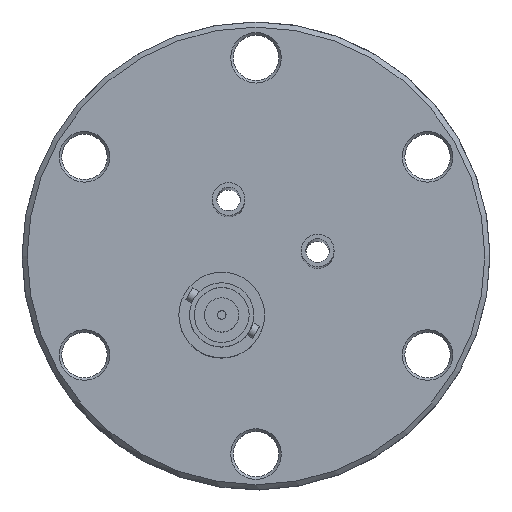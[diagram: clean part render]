
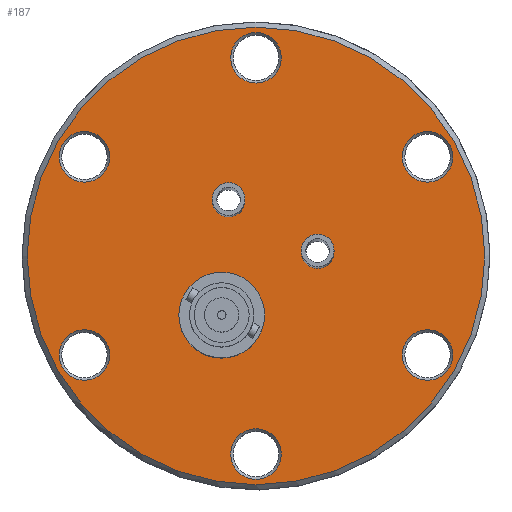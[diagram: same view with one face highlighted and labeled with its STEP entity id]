
A CAD part, top view. The second image highlights one B-rep face of the part: STEP entity #187.
In plain terms, the highlighted face is planar.
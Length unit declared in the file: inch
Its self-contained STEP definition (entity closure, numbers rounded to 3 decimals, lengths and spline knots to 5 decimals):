
#145=PLANE('',#1408);
#187=ADVANCED_FACE('',(#349,#350,#351,#352,#353,#354,#355,#356,#357,#358),
#145,.T.);
#349=FACE_BOUND('',#528,.T.);
#350=FACE_BOUND('',#529,.T.);
#351=FACE_BOUND('',#530,.T.);
#352=FACE_BOUND('',#531,.T.);
#353=FACE_BOUND('',#532,.T.);
#354=FACE_BOUND('',#533,.T.);
#355=FACE_BOUND('',#534,.T.);
#356=FACE_BOUND('',#535,.T.);
#357=FACE_BOUND('',#536,.T.);
#358=FACE_BOUND('',#537,.T.);
#528=EDGE_LOOP('',(#732));
#529=EDGE_LOOP('',(#733));
#530=EDGE_LOOP('',(#734));
#531=EDGE_LOOP('',(#735));
#532=EDGE_LOOP('',(#736));
#533=EDGE_LOOP('',(#737));
#534=EDGE_LOOP('',(#738));
#535=EDGE_LOOP('',(#739));
#536=EDGE_LOOP('',(#740));
#537=EDGE_LOOP('',(#741));
#732=ORIENTED_EDGE('',*,*,#1138,.T.);
#733=ORIENTED_EDGE('',*,*,#1139,.F.);
#734=ORIENTED_EDGE('',*,*,#1140,.F.);
#735=ORIENTED_EDGE('',*,*,#1141,.T.);
#736=ORIENTED_EDGE('',*,*,#1137,.F.);
#737=ORIENTED_EDGE('',*,*,#1142,.F.);
#738=ORIENTED_EDGE('',*,*,#1143,.F.);
#739=ORIENTED_EDGE('',*,*,#1144,.F.);
#740=ORIENTED_EDGE('',*,*,#1145,.F.);
#741=ORIENTED_EDGE('',*,*,#1146,.F.);
#1012=VERTEX_POINT('',#2181);
#1013=VERTEX_POINT('',#2184);
#1014=VERTEX_POINT('',#2186);
#1015=VERTEX_POINT('',#2188);
#1016=VERTEX_POINT('',#2190);
#1017=VERTEX_POINT('',#2192);
#1018=VERTEX_POINT('',#2194);
#1019=VERTEX_POINT('',#2196);
#1020=VERTEX_POINT('',#2198);
#1021=VERTEX_POINT('',#2200);
#1137=EDGE_CURVE('',#1012,#1012,#1273,.T.);
#1138=EDGE_CURVE('',#1013,#1013,#1274,.T.);
#1139=EDGE_CURVE('',#1014,#1014,#1275,.T.);
#1140=EDGE_CURVE('',#1015,#1015,#1276,.T.);
#1141=EDGE_CURVE('',#1016,#1016,#1277,.T.);
#1142=EDGE_CURVE('',#1017,#1017,#1278,.T.);
#1143=EDGE_CURVE('',#1018,#1018,#1279,.T.);
#1144=EDGE_CURVE('',#1019,#1019,#1280,.T.);
#1145=EDGE_CURVE('',#1020,#1020,#1281,.T.);
#1146=EDGE_CURVE('',#1021,#1021,#1282,.T.);
#1273=CIRCLE('',#1397,0.1475);
#1274=CIRCLE('',#1399,0.25);
#1275=CIRCLE('',#1400,0.0955);
#1276=CIRCLE('',#1401,0.0955);
#1277=CIRCLE('',#1402,1.335);
#1278=CIRCLE('',#1403,0.1475);
#1279=CIRCLE('',#1404,0.1475);
#1280=CIRCLE('',#1405,0.1475);
#1281=CIRCLE('',#1406,0.1475);
#1282=CIRCLE('',#1407,0.1475);
#1397=AXIS2_PLACEMENT_3D('',#2180,#1630,#1631);
#1399=AXIS2_PLACEMENT_3D('',#2183,#1634,#1635);
#1400=AXIS2_PLACEMENT_3D('',#2185,#1636,#1637);
#1401=AXIS2_PLACEMENT_3D('',#2187,#1638,#1639);
#1402=AXIS2_PLACEMENT_3D('',#2189,#1640,#1641);
#1403=AXIS2_PLACEMENT_3D('',#2191,#1642,#1643);
#1404=AXIS2_PLACEMENT_3D('',#2193,#1644,#1645);
#1405=AXIS2_PLACEMENT_3D('',#2195,#1646,#1647);
#1406=AXIS2_PLACEMENT_3D('',#2197,#1648,#1649);
#1407=AXIS2_PLACEMENT_3D('',#2199,#1650,#1651);
#1408=AXIS2_PLACEMENT_3D('',#2201,#1652,#1653);
#1630=DIRECTION('',(0.,0.,-1.));
#1631=DIRECTION('',(0.866,0.5,0.));
#1634=DIRECTION('',(0.,0.,1.));
#1635=DIRECTION('',(-0.866,-0.5,0.));
#1636=DIRECTION('',(0.,0.,-1.));
#1637=DIRECTION('',(-1.,0.,0.));
#1638=DIRECTION('',(0.,0.,-1.));
#1639=DIRECTION('',(-1.,0.,0.));
#1640=DIRECTION('',(0.,0.,-1.));
#1641=DIRECTION('',(0.5,-0.866,0.));
#1642=DIRECTION('',(0.,0.,-1.));
#1643=DIRECTION('',(-0.866,-0.5,0.));
#1644=DIRECTION('',(0.,0.,-1.));
#1645=DIRECTION('',(-0.866,-0.5,0.));
#1646=DIRECTION('',(0.,0.,-1.));
#1647=DIRECTION('',(-0.866,-0.5,0.));
#1648=DIRECTION('',(0.,0.,-1.));
#1649=DIRECTION('',(-0.866,-0.5,0.));
#1650=DIRECTION('',(0.,0.,-1.));
#1651=DIRECTION('',(-0.866,-0.5,0.));
#1652=DIRECTION('',(0.,0.,-1.));
#1653=DIRECTION('',(0.5,-0.866,0.));
#2180=CARTESIAN_POINT('',(0.578,-1.00113,-0.5));
#2181=CARTESIAN_POINT('',(0.70574,-0.92738,-0.5));
#2183=CARTESIAN_POINT('',(0.,-0.4,-0.5));
#2184=CARTESIAN_POINT('',(-0.21651,-0.525,-0.5));
#2185=CARTESIAN_POINT('',(-0.3,0.2,-0.5));
#2186=CARTESIAN_POINT('',(-0.3955,0.2,-0.5));
#2187=CARTESIAN_POINT('',(0.3,0.2,-0.5));
#2188=CARTESIAN_POINT('',(0.2045,0.2,-0.5));
#2189=CARTESIAN_POINT('',(0.,0.,-0.5));
#2190=CARTESIAN_POINT('',(0.6675,-1.15614,-0.5));
#2191=CARTESIAN_POINT('',(-0.578,-1.00113,-0.5));
#2192=CARTESIAN_POINT('',(-0.70574,-1.07488,-0.5));
#2193=CARTESIAN_POINT('',(-1.156,0.,-0.5));
#2194=CARTESIAN_POINT('',(-1.28374,-0.07375,-0.5));
#2195=CARTESIAN_POINT('',(-0.578,1.00113,-0.5));
#2196=CARTESIAN_POINT('',(-0.70574,0.92738,-0.5));
#2197=CARTESIAN_POINT('',(0.578,1.00113,-0.5));
#2198=CARTESIAN_POINT('',(0.45026,0.92738,-0.5));
#2199=CARTESIAN_POINT('',(1.156,0.,-0.5));
#2200=CARTESIAN_POINT('',(1.02826,-0.07375,-0.5));
#2201=CARTESIAN_POINT('',(0.,0.,-0.5));
